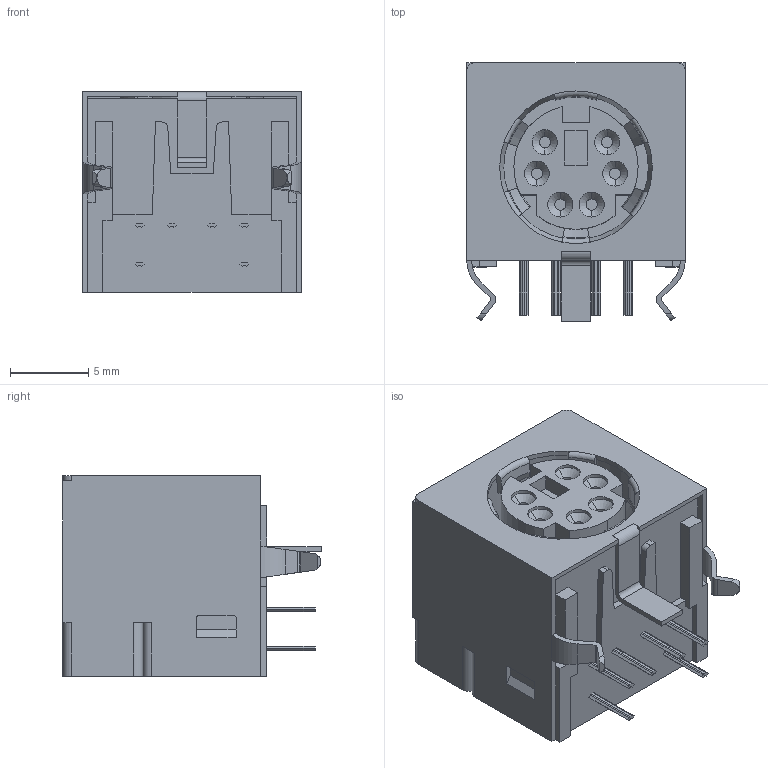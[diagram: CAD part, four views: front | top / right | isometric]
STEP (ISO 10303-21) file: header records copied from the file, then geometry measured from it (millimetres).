
FILE_DESCRIPTION(('STEP AP242'),'1');
FILE_NAME('5749180-1.stp','2022-07-23T08:28:28',('TraceParts'),('TraceParts S.A.'),'Spatial InterOp 3D',' ',' ');
FILE_SCHEMA(('AP242_MANAGED_MODEL_BASED_3D_ENGINEERING_MIM_LF {1 0 10303 442 1 1 4}'));
Length unit declared in the file: millimetre
Products named in the file (1): 5749180-1
Bounding box: 13.98 x 16.53 x 12.83 mm (x, y, z)
Volume: 1545.5 mm3; surface area: 2063.4 mm2
Topology: 1 solids, 1 shells, 562 faces, 1579 edges, 1028 vertices
Faces by surface type: plane 292, cylinder 159, bspline 60, cone 27, torus 24
Entity records: 20150 total; most frequent: CARTESIAN_POINT 5579, ORIENTED_EDGE 3158, DIRECTION 2889, EDGE_CURVE 1579, LINE 1121, VECTOR 1121, VERTEX_POINT 1028, AXIS2_PLACEMENT_3D 884
